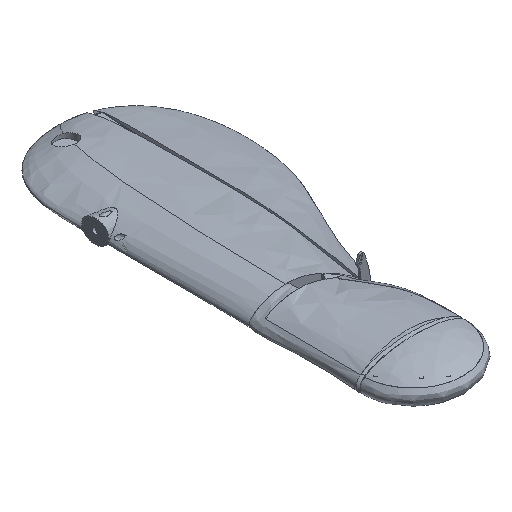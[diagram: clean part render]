
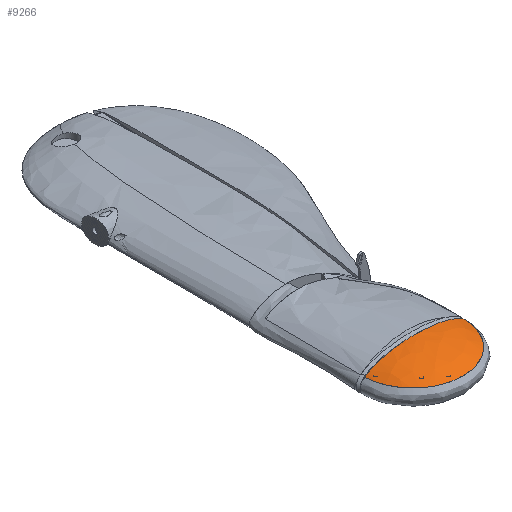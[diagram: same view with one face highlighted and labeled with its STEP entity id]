
A CAD part, isometric view. The second image highlights one B-rep face of the part: STEP entity #9266.
In plain terms, the highlighted free-form (B-spline) face has degree [2, 2] with [5, 9] control points.
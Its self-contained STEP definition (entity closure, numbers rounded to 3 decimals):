
#131=(
BOUNDED_SURFACE()
B_SPLINE_SURFACE(2,2,((#20047,#20048,#20049,#20050,#20051,#20052,#20053,
#20054,#20055),(#20056,#20057,#20058,#20059,#20060,#20061,#20062,#20063,
#20064),(#20065,#20066,#20067,#20068,#20069,#20070,#20071,#20072,#20073),
(#20074,#20075,#20076,#20077,#20078,#20079,#20080,#20081,#20082),(#20083,
#20084,#20085,#20086,#20087,#20088,#20089,#20090,#20091)),.UNSPECIFIED.,
 .F.,.T.,.F.)
B_SPLINE_SURFACE_WITH_KNOTS((3,2,3),(3,2,2,2,3),(1.571,3.142,
4.712),(0.,1.571,3.142,4.712,
6.283),.UNSPECIFIED.)
GEOMETRIC_REPRESENTATION_ITEM()
RATIONAL_B_SPLINE_SURFACE(((1.,0.707,1.,0.707,1.,
0.707,1.,0.707,1.),(0.707,0.5,0.707,
0.5,0.707,0.5,0.707,0.5,0.707),(1.,
0.707,1.,0.707,1.,0.707,1.,0.707,
1.),(0.707,0.5,0.707,0.5,0.707,0.5,
0.707,0.5,0.707),(1.,0.707,1.,0.707,
1.,0.707,1.,0.707,1.)))
REPRESENTATION_ITEM('')
SURFACE()
);
#241=B_SPLINE_CURVE_WITH_KNOTS('',3,(#19770,#19771,#19772,#19773,#19774,
#19775,#19776,#19777,#19778,#19779,#19780,#19781,#19782,#19783,#19784,#19785,
#19786,#19787),.UNSPECIFIED.,.F.,.F.,(4,2,2,2,2,2,2,2,4),(-15.506,
-13.669,-11.815,-9.846,-7.877,
-5.908,-3.938,-1.969,-0.017),
 .UNSPECIFIED.);
#256=B_SPLINE_CURVE_WITH_KNOTS('',3,(#20016,#20017,#20018,#20019,#20020,
#20021,#20022,#20023,#20024,#20025,#20026,#20027,#20028,#20029,#20030,#20031,
#20032,#20033,#20034,#20035,#20036,#20037,#20038,#20039,#20040,#20041,#20042,
#20043,#20044,#20045),.UNSPECIFIED.,.F.,.F.,(4,2,2,2,2,2,2,2,2,2,2,2,2,
2,4),(-16.611,-15.655,-14.319,-13.934,
-13.692,-13.538,-13.362,-13.261,
-13.13,-12.954,-12.78,-12.388,
-11.703,-10.487,-9.855),.UNSPECIFIED.);
#899=FACE_OUTER_BOUND('',#1497,.T.);
#1497=EDGE_LOOP('',(#8169,#8170));
#4451=VERTEX_POINT('',#19762);
#4452=VERTEX_POINT('',#19769);
#5678=EDGE_CURVE('',#4452,#4451,#241,.T.);
#5709=EDGE_CURVE('',#4451,#4452,#256,.T.);
#8169=ORIENTED_EDGE('',*,*,#5678,.T.);
#8170=ORIENTED_EDGE('',*,*,#5709,.T.);
#9266=ADVANCED_FACE('',(#899),#131,.T.);
#19762=CARTESIAN_POINT('',(105.37,-111.975,8.));
#19769=CARTESIAN_POINT('',(4.63,-111.975,8.));
#19770=CARTESIAN_POINT('Ctrl Pts',(4.63,-111.975,8.));
#19771=CARTESIAN_POINT('Ctrl Pts',(4.87,-118.092,8.));
#19772=CARTESIAN_POINT('Ctrl Pts',(6.222,-124.114,8.));
#19773=CARTESIAN_POINT('Ctrl Pts',(11.042,-135.434,8.));
#19774=CARTESIAN_POINT('Ctrl Pts',(14.489,-140.627,8.));
#19775=CARTESIAN_POINT('Ctrl Pts',(23.355,-149.783,8.));
#19776=CARTESIAN_POINT('Ctrl Pts',(28.798,-153.561,8.));
#19777=CARTESIAN_POINT('Ctrl Pts',(40.828,-158.818,8.));
#19778=CARTESIAN_POINT('Ctrl Pts',(47.298,-160.247,8.));
#19779=CARTESIAN_POINT('Ctrl Pts',(60.423,-160.544,8.));
#19780=CARTESIAN_POINT('Ctrl Pts',(66.951,-159.409,8.));
#19781=CARTESIAN_POINT('Ctrl Pts',(79.206,-154.701,8.));
#19782=CARTESIAN_POINT('Ctrl Pts',(84.814,-151.173,8.));
#19783=CARTESIAN_POINT('Ctrl Pts',(94.364,-142.165,8.));
#19784=CARTESIAN_POINT('Ctrl Pts',(98.213,-136.771,8.));
#19785=CARTESIAN_POINT('Ctrl Pts',(103.604,-124.865,8.));
#19786=CARTESIAN_POINT('Ctrl Pts',(105.115,-118.475,8.));
#19787=CARTESIAN_POINT('Ctrl Pts',(105.37,-111.975,8.));
#20016=CARTESIAN_POINT('Ctrl Pts',(105.37,-111.975,8.));
#20017=CARTESIAN_POINT('Ctrl Pts',(102.863,-111.978,10.087));
#20018=CARTESIAN_POINT('Ctrl Pts',(99.4,-111.981,11.998));
#20019=CARTESIAN_POINT('Ctrl Pts',(89.195,-111.984,15.965));
#20020=CARTESIAN_POINT('Ctrl Pts',(81.871,-111.986,17.714));
#20021=CARTESIAN_POINT('Ctrl Pts',(71.448,-111.986,19.092));
#20022=CARTESIAN_POINT('Ctrl Pts',(69.11,-111.987,19.337));
#20023=CARTESIAN_POINT('Ctrl Pts',(65.319,-111.987,19.639));
#20024=CARTESIAN_POINT('Ctrl Pts',(63.856,-111.987,19.733));
#20025=CARTESIAN_POINT('Ctrl Pts',(61.482,-111.987,19.85));
#20026=CARTESIAN_POINT('Ctrl Pts',(60.567,-111.987,19.887));
#20027=CARTESIAN_POINT('Ctrl Pts',(58.604,-111.987,19.948));
#20028=CARTESIAN_POINT('Ctrl Pts',(57.556,-111.987,19.969));
#20029=CARTESIAN_POINT('Ctrl Pts',(55.916,-111.987,19.985));
#20030=CARTESIAN_POINT('Ctrl Pts',(55.322,-111.987,19.988));
#20031=CARTESIAN_POINT('Ctrl Pts',(53.967,-111.987,19.985));
#20032=CARTESIAN_POINT('Ctrl Pts',(53.207,-111.987,19.978));
#20033=CARTESIAN_POINT('Ctrl Pts',(51.428,-111.987,19.948));
#20034=CARTESIAN_POINT('Ctrl Pts',(50.41,-111.987,19.921));
#20035=CARTESIAN_POINT('Ctrl Pts',(48.403,-111.987,19.846));
#20036=CARTESIAN_POINT('Ctrl Pts',(47.412,-111.987,19.799));
#20037=CARTESIAN_POINT('Ctrl Pts',(44.197,-111.987,19.614));
#20038=CARTESIAN_POINT('Ctrl Pts',(41.974,-111.987,19.435));
#20039=CARTESIAN_POINT('Ctrl Pts',(35.925,-111.986,18.801));
#20040=CARTESIAN_POINT('Ctrl Pts',(32.064,-111.986,18.231));
#20041=CARTESIAN_POINT('Ctrl Pts',(21.653,-111.984,16.128));
#20042=CARTESIAN_POINT('Ctrl Pts',(15.95,-111.983,14.324));
#20043=CARTESIAN_POINT('Ctrl Pts',(9.052,-111.98,11.059));
#20044=CARTESIAN_POINT('Ctrl Pts',(6.636,-111.978,9.669));
#20045=CARTESIAN_POINT('Ctrl Pts',(4.63,-111.975,8.));
#20047=CARTESIAN_POINT('Ctrl Pts',(55.,-110.,20.));
#20048=CARTESIAN_POINT('Ctrl Pts',(55.,-110.,20.));
#20049=CARTESIAN_POINT('Ctrl Pts',(55.,-110.,20.));
#20050=CARTESIAN_POINT('Ctrl Pts',(55.,-110.,20.));
#20051=CARTESIAN_POINT('Ctrl Pts',(55.,-110.,20.));
#20052=CARTESIAN_POINT('Ctrl Pts',(55.,-110.,20.));
#20053=CARTESIAN_POINT('Ctrl Pts',(55.,-110.,20.));
#20054=CARTESIAN_POINT('Ctrl Pts',(55.,-110.,20.));
#20055=CARTESIAN_POINT('Ctrl Pts',(55.,-110.,20.));
#20056=CARTESIAN_POINT('Ctrl Pts',(110.,-110.,20.));
#20057=CARTESIAN_POINT('Ctrl Pts',(110.,-55.,20.));
#20058=CARTESIAN_POINT('Ctrl Pts',(55.,-55.,20.));
#20059=CARTESIAN_POINT('Ctrl Pts',(0.,-55.,20.));
#20060=CARTESIAN_POINT('Ctrl Pts',(0.,-110.,20.));
#20061=CARTESIAN_POINT('Ctrl Pts',(0.,-165.,20.));
#20062=CARTESIAN_POINT('Ctrl Pts',(55.,-165.,20.));
#20063=CARTESIAN_POINT('Ctrl Pts',(110.,-165.,20.));
#20064=CARTESIAN_POINT('Ctrl Pts',(110.,-110.,20.));
#20065=CARTESIAN_POINT('Ctrl Pts',(110.,-110.,0.));
#20066=CARTESIAN_POINT('Ctrl Pts',(110.,-55.,0.));
#20067=CARTESIAN_POINT('Ctrl Pts',(55.,-55.,0.));
#20068=CARTESIAN_POINT('Ctrl Pts',(0.,-55.,0.));
#20069=CARTESIAN_POINT('Ctrl Pts',(0.,-110.,0.));
#20070=CARTESIAN_POINT('Ctrl Pts',(0.,-165.,0.));
#20071=CARTESIAN_POINT('Ctrl Pts',(55.,-165.,0.));
#20072=CARTESIAN_POINT('Ctrl Pts',(110.,-165.,0.));
#20073=CARTESIAN_POINT('Ctrl Pts',(110.,-110.,0.));
#20074=CARTESIAN_POINT('Ctrl Pts',(110.,-110.,-20.));
#20075=CARTESIAN_POINT('Ctrl Pts',(110.,-55.,-20.));
#20076=CARTESIAN_POINT('Ctrl Pts',(55.,-55.,-20.));
#20077=CARTESIAN_POINT('Ctrl Pts',(0.,-55.,-20.));
#20078=CARTESIAN_POINT('Ctrl Pts',(0.,-110.,-20.));
#20079=CARTESIAN_POINT('Ctrl Pts',(0.,-165.,-20.));
#20080=CARTESIAN_POINT('Ctrl Pts',(55.,-165.,-20.));
#20081=CARTESIAN_POINT('Ctrl Pts',(110.,-165.,-20.));
#20082=CARTESIAN_POINT('Ctrl Pts',(110.,-110.,-20.));
#20083=CARTESIAN_POINT('Ctrl Pts',(55.,-110.,-20.));
#20084=CARTESIAN_POINT('Ctrl Pts',(55.,-110.,-20.));
#20085=CARTESIAN_POINT('Ctrl Pts',(55.,-110.,-20.));
#20086=CARTESIAN_POINT('Ctrl Pts',(55.,-110.,-20.));
#20087=CARTESIAN_POINT('Ctrl Pts',(55.,-110.,-20.));
#20088=CARTESIAN_POINT('Ctrl Pts',(55.,-110.,-20.));
#20089=CARTESIAN_POINT('Ctrl Pts',(55.,-110.,-20.));
#20090=CARTESIAN_POINT('Ctrl Pts',(55.,-110.,-20.));
#20091=CARTESIAN_POINT('Ctrl Pts',(55.,-110.,-20.));
